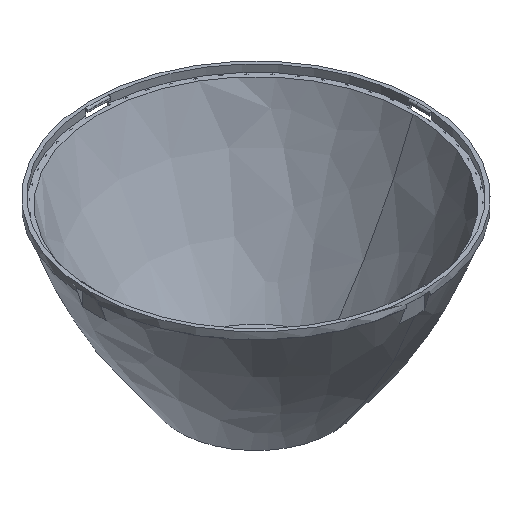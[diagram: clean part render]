
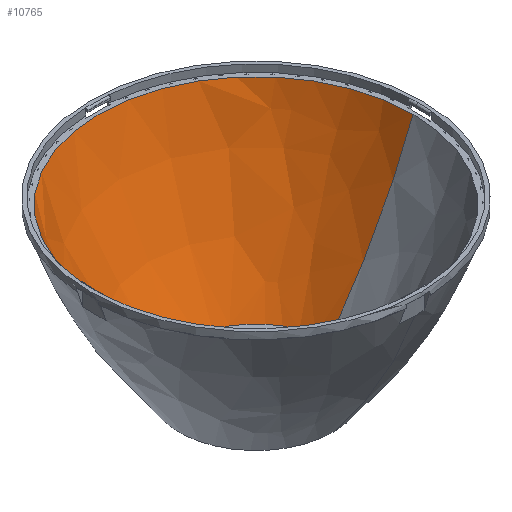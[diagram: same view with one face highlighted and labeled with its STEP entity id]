
A CAD part, isometric view. The second image highlights one B-rep face of the part: STEP entity #10765.
In plain terms, the highlighted free-form (B-spline) face has degree [3, 3] with [4, 4] control points.
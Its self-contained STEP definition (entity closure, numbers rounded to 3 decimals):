
#519 = EDGE_CURVE ( 'NONE', #5339, #11146, #523, .T. ) ;
#523 = B_SPLINE_CURVE_WITH_KNOTS ( 'NONE', 3,
 ( #1909, #11134, #11129, #11113 ),
 .UNSPECIFIED., .F., .F.,
 ( 4, 4 ),
 ( 0., 1. ),
 .UNSPECIFIED. ) ;
#732 = EDGE_CURVE ( 'NONE', #5339, #9573, #9774, .T. ) ;
#1666 =( BOUNDED_SURFACE ( )  B_SPLINE_SURFACE ( 3, 3, ( 
 ( #6903, #6968, #7052, #6861 ),
 ( #6831, #6821, #6791, #6775 ),
 ( #6747, #6730, #6719, #6702 ),
 ( #6684, #6669, #6651, #6634 ) ),
 .UNSPECIFIED., .F., .F., .T. ) 
 B_SPLINE_SURFACE_WITH_KNOTS ( ( 4, 4 ),
 ( 4, 4 ),
 ( 0., 1. ),
 ( 0., 1. ),
 .UNSPECIFIED. ) 
 GEOMETRIC_REPRESENTATION_ITEM ( )  RATIONAL_B_SPLINE_SURFACE ( (
 ( 1., 0.333, 0.333, 1.),
 ( 1., 0.333, 0.333, 1.),
 ( 1., 0.333, 0.333, 1.),
 ( 1., 0.333, 0.333, 1.) ) ) 
 REPRESENTATION_ITEM ( '' )  SURFACE ( )  );
#1909 = CARTESIAN_POINT ( 'NONE',  ( 20.021, 0., 1. ) ) ;
#2539 = CARTESIAN_POINT ( 'NONE',  ( -43.075, 0., 43.5 ) ) ;
#2713 = CARTESIAN_POINT ( 'NONE',  ( 43.075, 0., 43.5 ) ) ;
#2809 = FACE_OUTER_BOUND ( 'NONE', #3168, .T. ) ;
#3153 = VERTEX_POINT ( 'NONE', #2539 ) ;
#3168 = EDGE_LOOP ( 'NONE', ( #7865, #4803, #3725, #4530 ) ) ;
#3243 = EDGE_CURVE ( 'NONE', #11146, #3153, #8548, .T. ) ;
#3725 = ORIENTED_EDGE ( 'NONE', *, *, #519, .T. ) ;
#4530 = ORIENTED_EDGE ( 'NONE', *, *, #3243, .T. ) ;
#4600 = B_SPLINE_CURVE_WITH_KNOTS ( 'NONE', 3,
 ( #4631, #4645, #4629, #4618 ),
 .UNSPECIFIED., .F., .F.,
 ( 4, 4 ),
 ( 0., 1. ),
 .UNSPECIFIED. ) ;
#4618 = CARTESIAN_POINT ( 'NONE',  ( -43.075, 0., 43.5 ) ) ;
#4629 = CARTESIAN_POINT ( 'NONE',  ( -39.679, 0., 32.901 ) ) ;
#4631 = CARTESIAN_POINT ( 'NONE',  ( -20.021, 0., 1. ) ) ;
#4645 = CARTESIAN_POINT ( 'NONE',  ( -29.473, 0., 13.677 ) ) ;
#4803 = ORIENTED_EDGE ( 'NONE', *, *, #732, .F. ) ;
#5339 = VERTEX_POINT ( 'NONE', #7725 ) ;
#6634 = CARTESIAN_POINT ( 'NONE',  ( -43.075, 0., 43.5 ) ) ;
#6651 = CARTESIAN_POINT ( 'NONE',  ( -43.075, 86.15, 43.5 ) ) ;
#6669 = CARTESIAN_POINT ( 'NONE',  ( 43.075, 86.15, 43.5 ) ) ;
#6684 = CARTESIAN_POINT ( 'NONE',  ( 43.075, 0., 43.5 ) ) ;
#6702 = CARTESIAN_POINT ( 'NONE',  ( -39.679, 0., 32.901 ) ) ;
#6719 = CARTESIAN_POINT ( 'NONE',  ( -39.679, 79.358, 32.901 ) ) ;
#6730 = CARTESIAN_POINT ( 'NONE',  ( 39.679, 79.358, 32.901 ) ) ;
#6747 = CARTESIAN_POINT ( 'NONE',  ( 39.679, 0., 32.901 ) ) ;
#6775 = CARTESIAN_POINT ( 'NONE',  ( -29.473, 0., 13.677 ) ) ;
#6791 = CARTESIAN_POINT ( 'NONE',  ( -29.473, 58.946, 13.677 ) ) ;
#6821 = CARTESIAN_POINT ( 'NONE',  ( 29.473, 58.946, 13.677 ) ) ;
#6831 = CARTESIAN_POINT ( 'NONE',  ( 29.473, 0., 13.677 ) ) ;
#6861 = CARTESIAN_POINT ( 'NONE',  ( -20.021, 0., 1. ) ) ;
#6903 = CARTESIAN_POINT ( 'NONE',  ( 20.021, 0., 1. ) ) ;
#6968 = CARTESIAN_POINT ( 'NONE',  ( 20.021, 40.043, 1. ) ) ;
#7052 = CARTESIAN_POINT ( 'NONE',  ( -20.021, 40.043, 1. ) ) ;
#7057 = EDGE_CURVE ( 'NONE', #9573, #3153, #4600, .T. ) ;
#7521 = CARTESIAN_POINT ( 'NONE',  ( -20.021, 0., 1. ) ) ;
#7710 = DIRECTION ( 'NONE',  ( 0., 0., 1. ) ) ;
#7725 = CARTESIAN_POINT ( 'NONE',  ( 20.021, 0., 1. ) ) ;
#7727 = DIRECTION ( 'NONE',  ( 1., 0., 0. ) ) ;
#7770 = CARTESIAN_POINT ( 'NONE',  ( 0., 0., 1. ) ) ;
#7865 = ORIENTED_EDGE ( 'NONE', *, *, #7057, .F. ) ;
#7967 = AXIS2_PLACEMENT_3D ( 'NONE', #7770, #7710, #7727 ) ;
#8296 = CARTESIAN_POINT ( 'NONE',  ( 0., 0., 43.5 ) ) ;
#8317 = DIRECTION ( 'NONE',  ( 0., 0., 1. ) ) ;
#8334 = DIRECTION ( 'NONE',  ( 1., 0., 0. ) ) ;
#8548 = CIRCLE ( 'NONE', #10107, 43.075 ) ;
#9573 = VERTEX_POINT ( 'NONE', #7521 ) ;
#9774 = CIRCLE ( 'NONE', #7967, 20.021 ) ;
#10107 = AXIS2_PLACEMENT_3D ( 'NONE', #8296, #8317, #8334 ) ;
#10765 = ADVANCED_FACE ( 'NONE', ( #2809 ), #1666, .T. ) ;
#11113 = CARTESIAN_POINT ( 'NONE',  ( 43.075, 0., 43.5 ) ) ;
#11129 = CARTESIAN_POINT ( 'NONE',  ( 39.679, 0., 32.901 ) ) ;
#11134 = CARTESIAN_POINT ( 'NONE',  ( 29.473, 0., 13.677 ) ) ;
#11146 = VERTEX_POINT ( 'NONE', #2713 ) ;
